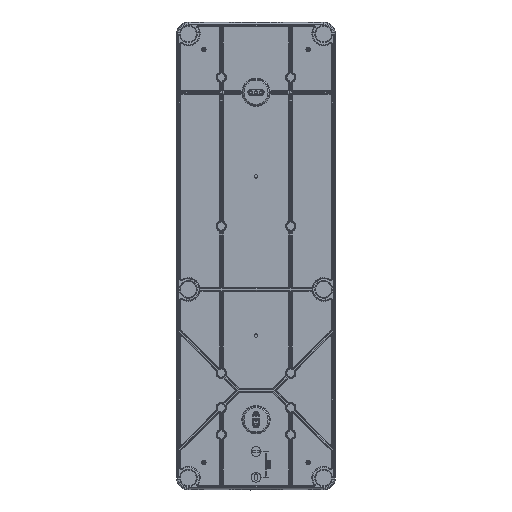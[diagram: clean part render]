
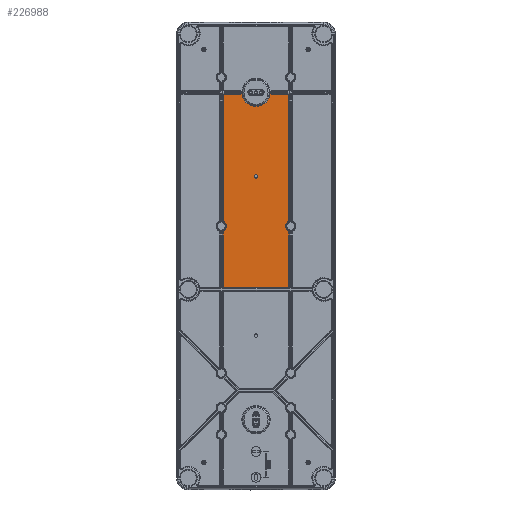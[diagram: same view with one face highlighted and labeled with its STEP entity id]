
A CAD part, front view. The second image highlights one B-rep face of the part: STEP entity #226988.
In plain terms, the highlighted planar face has unit normal (0, -1, 0).
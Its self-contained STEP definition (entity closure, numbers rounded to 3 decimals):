
#2656 = VERTEX_POINT ( 'NONE', #111782 ) ;
#3737 = ORIENTED_EDGE ( 'NONE', *, *, #173188, .T. ) ;
#4966 = CARTESIAN_POINT ( 'NONE',  ( 32.985, 6.5, 162.985 ) ) ;
#8814 = DIRECTION ( 'NONE',  ( 0., 0., 1. ) ) ;
#10198 = DIRECTION ( 'NONE',  ( 0., 0., -1. ) ) ;
#11101 = CARTESIAN_POINT ( 'NONE',  ( -68.2, 6.5, 223.7 ) ) ;
#11623 = DIRECTION ( 'NONE',  ( 0., -1., 0. ) ) ;
#13540 = VERTEX_POINT ( 'NONE', #97587 ) ;
#22034 = EDGE_CURVE ( 'NONE', #2656, #280053, #139626, .T. ) ;
#23736 = CARTESIAN_POINT ( 'NONE',  ( 14.089, 6.5, 162.985 ) ) ;
#24234 = CIRCLE ( 'NONE', #116704, 14.233 ) ;
#29970 = PLANE ( 'NONE',  #184338 ) ;
#32524 = CARTESIAN_POINT ( 'NONE',  ( -32.985, 6.5, -32.159 ) ) ;
#33691 = VERTEX_POINT ( 'NONE', #23736 ) ;
#37462 = LINE ( 'NONE', #148787, #167953 ) ;
#40310 = DIRECTION ( 'NONE',  ( 1., 0., 0. ) ) ;
#46219 = CARTESIAN_POINT ( 'NONE',  ( 32.985, 6.5, 34.782 ) ) ;
#47026 = DIRECTION ( 'NONE',  ( 0., 0., -1. ) ) ;
#50314 = CARTESIAN_POINT ( 'NONE',  ( -14.089, 6.5, 162.985 ) ) ;
#50328 = VERTEX_POINT ( 'NONE', #57714 ) ;
#52549 = CARTESIAN_POINT ( 'NONE',  ( 0., 6.5, 165. ) ) ;
#53022 = EDGE_CURVE ( 'NONE', #169670, #50328, #268155, .T. ) ;
#53995 = CARTESIAN_POINT ( 'NONE',  ( -32.985, 6.5, 34.782 ) ) ;
#57714 = CARTESIAN_POINT ( 'NONE',  ( 0., 6.5, 82.008 ) ) ;
#58606 = ORIENTED_EDGE ( 'NONE', *, *, #125738, .T. ) ;
#59337 = DIRECTION ( 'NONE',  ( 0., 1., 0. ) ) ;
#64918 = EDGE_CURVE ( 'NONE', #150069, #99037, #37462, .T. ) ;
#67613 = VECTOR ( 'NONE', #146925, 1000. ) ;
#69522 = VERTEX_POINT ( 'NONE', #53995 ) ;
#73933 = ORIENTED_EDGE ( 'NONE', *, *, #261050, .T. ) ;
#74210 = EDGE_CURVE ( 'NONE', #201065, #13540, #188897, .T. ) ;
#74220 = DIRECTION ( 'NONE',  ( 0., 1., 0. ) ) ;
#74718 = ORIENTED_EDGE ( 'NONE', *, *, #64918, .T. ) ;
#76344 = ORIENTED_EDGE ( 'NONE', *, *, #92548, .T. ) ;
#76570 = VECTOR ( 'NONE', #8814, 1000. ) ;
#79193 = CARTESIAN_POINT ( 'NONE',  ( -32.985, 6.5, 25.218 ) ) ;
#81724 = CARTESIAN_POINT ( 'NONE',  ( 35., 6.5, 30. ) ) ;
#90415 = EDGE_LOOP ( 'NONE', ( #223626, #124504 ) ) ;
#91827 = DIRECTION ( 'NONE',  ( 0., -1., 0. ) ) ;
#92548 = EDGE_CURVE ( 'NONE', #33691, #205627, #24234, .T. ) ;
#93874 = CIRCLE ( 'NONE', #167746, 14.233 ) ;
#97587 = CARTESIAN_POINT ( 'NONE',  ( -32.985, 6.5, 162.985 ) ) ;
#99037 = VERTEX_POINT ( 'NONE', #279068 ) ;
#100426 = LINE ( 'NONE', #32524, #133940 ) ;
#101603 = DIRECTION ( 'NONE',  ( 0., 0., -1. ) ) ;
#103663 = EDGE_CURVE ( 'NONE', #280053, #195528, #105764, .T. ) ;
#103987 = ORIENTED_EDGE ( 'NONE', *, *, #103663, .T. ) ;
#105764 = LINE ( 'NONE', #240226, #215736 ) ;
#107730 = EDGE_CURVE ( 'NONE', #69522, #281962, #285596, .T. ) ;
#110104 = ORIENTED_EDGE ( 'NONE', *, *, #74210, .T. ) ;
#111782 = CARTESIAN_POINT ( 'NONE',  ( 32.985, 6.5, 25.218 ) ) ;
#112364 = CIRCLE ( 'NONE', #227784, 1.74 ) ;
#116704 = AXIS2_PLACEMENT_3D ( 'NONE', #144721, #59337, #163552 ) ;
#118177 = DIRECTION ( 'NONE',  ( 0., 0., -1. ) ) ;
#121563 = CARTESIAN_POINT ( 'NONE',  ( 32.985, 6.5, 163.459 ) ) ;
#124504 = ORIENTED_EDGE ( 'NONE', *, *, #261541, .F. ) ;
#125738 = EDGE_CURVE ( 'NONE', #99037, #2656, #146139, .T. ) ;
#130200 = CARTESIAN_POINT ( 'NONE',  ( 0., 6.5, 150.767 ) ) ;
#133940 = VECTOR ( 'NONE', #211785, 1000. ) ;
#135134 = CARTESIAN_POINT ( 'NONE',  ( 14.149, 6.5, 162.985 ) ) ;
#136253 = CARTESIAN_POINT ( 'NONE',  ( -32.985, 6.5, -32.159 ) ) ;
#137062 = DIRECTION ( 'NONE',  ( 0., 0., -1. ) ) ;
#139626 = CIRCLE ( 'NONE', #158036, 5.19 ) ;
#143507 = ORIENTED_EDGE ( 'NONE', *, *, #236924, .T. ) ;
#144721 = CARTESIAN_POINT ( 'NONE',  ( 0., 6.5, 165. ) ) ;
#146139 = LINE ( 'NONE', #121563, #76570 ) ;
#146672 = ORIENTED_EDGE ( 'NONE', *, *, #22034, .T. ) ;
#146925 = DIRECTION ( 'NONE',  ( -1., 0., 0. ) ) ;
#148787 = CARTESIAN_POINT ( 'NONE',  ( 33.459, 6.5, -31.685 ) ) ;
#148949 = CARTESIAN_POINT ( 'NONE',  ( 0., 6.5, 80.268 ) ) ;
#150069 = VERTEX_POINT ( 'NONE', #153748 ) ;
#152502 = DIRECTION ( 'NONE',  ( 0., 1., 0. ) ) ;
#153748 = CARTESIAN_POINT ( 'NONE',  ( -32.985, 6.5, -31.685 ) ) ;
#155417 = LINE ( 'NONE', #135134, #173149 ) ;
#158036 = AXIS2_PLACEMENT_3D ( 'NONE', #81724, #152502, #220432 ) ;
#158641 = VECTOR ( 'NONE', #224490, 1000. ) ;
#163552 = DIRECTION ( 'NONE',  ( 0., 0., -1. ) ) ;
#165428 = AXIS2_PLACEMENT_3D ( 'NONE', #203593, #183317, #137062 ) ;
#167746 = AXIS2_PLACEMENT_3D ( 'NONE', #52549, #74220, #101603 ) ;
#167953 = VECTOR ( 'NONE', #40310, 1000. ) ;
#169670 = VERTEX_POINT ( 'NONE', #173218 ) ;
#173149 = VECTOR ( 'NONE', #201669, 1000. ) ;
#173188 = EDGE_CURVE ( 'NONE', #195528, #33691, #155417, .T. ) ;
#173218 = CARTESIAN_POINT ( 'NONE',  ( 0., 6.5, 78.529 ) ) ;
#175718 = CARTESIAN_POINT ( 'NONE',  ( 0., 6.5, 80.268 ) ) ;
#180397 = AXIS2_PLACEMENT_3D ( 'NONE', #148949, #11623, #10198 ) ;
#183317 = DIRECTION ( 'NONE',  ( 0., 1., 0. ) ) ;
#184338 = AXIS2_PLACEMENT_3D ( 'NONE', #11101, #252635, #118177 ) ;
#187563 = FACE_BOUND ( 'NONE', #90415, .T. ) ;
#188897 = LINE ( 'NONE', #190312, #67613 ) ;
#190312 = CARTESIAN_POINT ( 'NONE',  ( -33.459, 6.5, 162.985 ) ) ;
#191892 = EDGE_LOOP ( 'NONE', ( #58606, #146672, #103987, #3737, #76344, #143507, #110104, #232108, #250249, #73933, #74718 ) ) ;
#193972 = DIRECTION ( 'NONE',  ( 0., 0., 1. ) ) ;
#195528 = VERTEX_POINT ( 'NONE', #4966 ) ;
#201065 = VERTEX_POINT ( 'NONE', #50314 ) ;
#201669 = DIRECTION ( 'NONE',  ( -1., 0., 0. ) ) ;
#203593 = CARTESIAN_POINT ( 'NONE',  ( -35., 6.5, 30. ) ) ;
#205619 = LINE ( 'NONE', #136253, #158641 ) ;
#205627 = VERTEX_POINT ( 'NONE', #130200 ) ;
#211785 = DIRECTION ( 'NONE',  ( 0., 0., -1. ) ) ;
#215736 = VECTOR ( 'NONE', #193972, 1000. ) ;
#220432 = DIRECTION ( 'NONE',  ( 0., 0., -1. ) ) ;
#223626 = ORIENTED_EDGE ( 'NONE', *, *, #53022, .F. ) ;
#224490 = DIRECTION ( 'NONE',  ( 0., 0., -1. ) ) ;
#226988 = ADVANCED_FACE ( 'NONE', ( #187563, #228116 ), #29970, .T. ) ;
#227784 = AXIS2_PLACEMENT_3D ( 'NONE', #175718, #91827, #47026 ) ;
#228116 = FACE_OUTER_BOUND ( 'NONE', #191892, .T. ) ;
#228221 = EDGE_CURVE ( 'NONE', #13540, #69522, #100426, .T. ) ;
#232108 = ORIENTED_EDGE ( 'NONE', *, *, #228221, .T. ) ;
#236924 = EDGE_CURVE ( 'NONE', #205627, #201065, #93874, .T. ) ;
#240226 = CARTESIAN_POINT ( 'NONE',  ( 32.985, 6.5, 163.459 ) ) ;
#250249 = ORIENTED_EDGE ( 'NONE', *, *, #107730, .T. ) ;
#252635 = DIRECTION ( 'NONE',  ( 0., -1., 0. ) ) ;
#261050 = EDGE_CURVE ( 'NONE', #281962, #150069, #205619, .T. ) ;
#261541 = EDGE_CURVE ( 'NONE', #50328, #169670, #112364, .T. ) ;
#268155 = CIRCLE ( 'NONE', #180397, 1.74 ) ;
#279068 = CARTESIAN_POINT ( 'NONE',  ( 32.985, 6.5, -31.685 ) ) ;
#280053 = VERTEX_POINT ( 'NONE', #46219 ) ;
#281962 = VERTEX_POINT ( 'NONE', #79193 ) ;
#285596 = CIRCLE ( 'NONE', #165428, 5.19 ) ;
